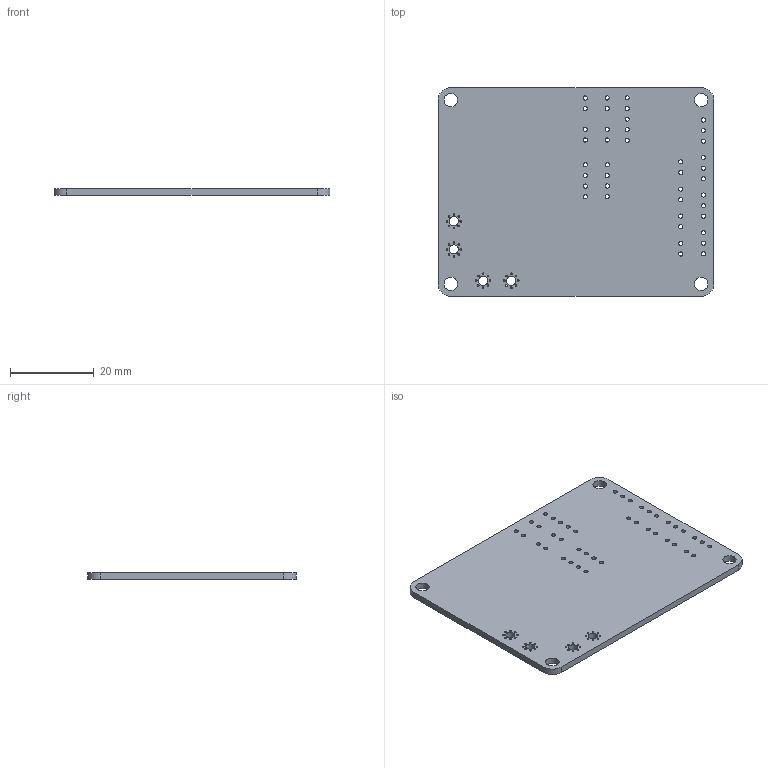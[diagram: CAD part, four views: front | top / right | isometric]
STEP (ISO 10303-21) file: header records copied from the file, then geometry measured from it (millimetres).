
FILE_DESCRIPTION(('KiCad electronic assembly'),'2;1');
FILE_NAME('FastNerfController.step','2023-07-03T15:42:26',('Pcbnew'),( 'Kicad'),'Open CASCADE STEP processor 7.6','KiCad to STEP converter' ,'Unknown');
FILE_SCHEMA(('AUTOMOTIVE_DESIGN { 1 0 10303 214 1 1 1 1 }'));
Length unit declared in the file: millimetre
Products named in the file (2): FastNerfController 1; _autosave-FastNerfController PCB
Assembly tree (1 placements, depth 2):
  FastNerfController 1
    _autosave-FastNerfController PCB
Bounding box: 66 x 50 x 1.6 mm (x, y, z)
Volume: 5133.9 mm3; surface area: 7159.3 mm2
Topology: 1 solids, 1 shells, 91 faces, 267 edges, 178 vertices
Faces by surface type: cylinder 85, plane 6
Full cylindrical faces by diameter (mm): 0.4 x32, 1 x41, 2.2 x4, 3.2 x4
Entity records: 7483 total; most frequent: CARTESIAN_POINT 2092, DIRECTION 987, ORIENTED_EDGE 534, PCURVE 534, DEFINITIONAL_REPRESENTATION 534, LINE 461, VECTOR 461, EDGE_CURVE 267
